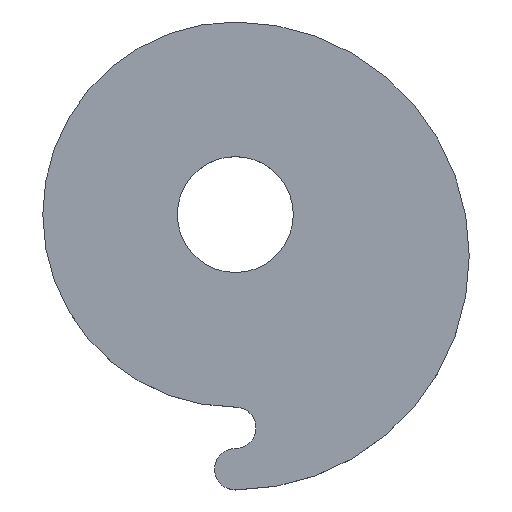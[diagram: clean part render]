
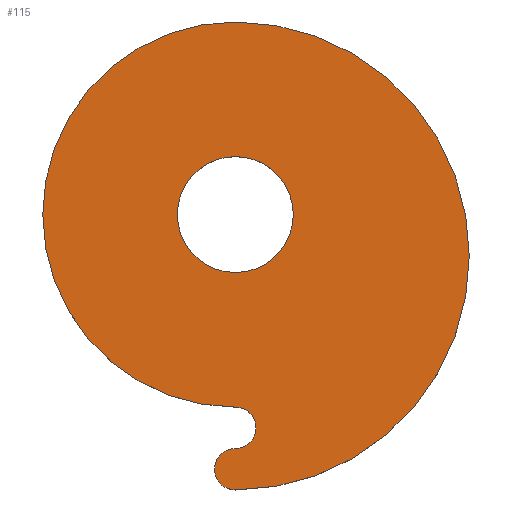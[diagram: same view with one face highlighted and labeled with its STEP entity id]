
A CAD part, top view. The second image highlights one B-rep face of the part: STEP entity #115.
In plain terms, the highlighted planar face has unit normal (0, 0, 1).
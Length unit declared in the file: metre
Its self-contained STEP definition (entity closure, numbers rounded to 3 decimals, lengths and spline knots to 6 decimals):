
#13=PLANE('',#145);
#45=ORIENTED_EDGE('',*,*,#50,.T.);
#46=ORIENTED_EDGE('',*,*,#60,.F.);
#47=ORIENTED_EDGE('',*,*,#57,.F.);
#48=ORIENTED_EDGE('',*,*,#54,.T.);
#49=ORIENTED_EDGE('',*,*,#63,.T.);
#50=EDGE_CURVE('',#64,#65,#74,.T.);
#54=EDGE_CURVE('',#68,#64,#76,.T.);
#57=EDGE_CURVE('',#68,#70,#78,.T.);
#60=EDGE_CURVE('',#70,#65,#80,.T.);
#63=EDGE_CURVE('',#73,#73,#83,.T.);
#64=VERTEX_POINT('',#189);
#65=VERTEX_POINT('',#190);
#68=VERTEX_POINT('',#198);
#70=VERTEX_POINT('',#204);
#73=VERTEX_POINT('',#215);
#74=CIRCLE('',#130,0.00465);
#76=CIRCLE('',#133,0.00565);
#78=CIRCLE('',#136,0.0005);
#80=CIRCLE('',#139,0.0005);
#83=CIRCLE('',#143,0.0014);
#92=EDGE_LOOP('',(#45,#46,#47,#48));
#93=EDGE_LOOP('',(#49));
#102=FACE_BOUND('',#92,.T.);
#103=FACE_BOUND('',#93,.T.);
#115=ADVANCED_FACE('',(#102,#103),#13,.F.);
#130=AXIS2_PLACEMENT_3D('',#188,#150,#151);
#133=AXIS2_PLACEMENT_3D('',#197,#158,#159);
#136=AXIS2_PLACEMENT_3D('',#203,#165,#166);
#139=AXIS2_PLACEMENT_3D('',#209,#172,#173);
#143=AXIS2_PLACEMENT_3D('',#214,#180,#181);
#145=AXIS2_PLACEMENT_3D('',#217,#184,#185);
#150=DIRECTION('',(0.,0.,1.));
#151=DIRECTION('',(1.,0.,0.));
#158=DIRECTION('',(0.,0.,1.));
#159=DIRECTION('',(-1.,0.,0.));
#165=DIRECTION('',(0.,0.,-1.));
#166=DIRECTION('',(-1.,0.,0.));
#172=DIRECTION('',(0.,0.,1.));
#173=DIRECTION('',(-1.,0.,0.));
#180=DIRECTION('',(0.,0.,-1.));
#181=DIRECTION('',(-1.,0.,0.));
#184=DIRECTION('',(0.,0.,-1.));
#185=DIRECTION('',(1.,0.,0.));
#188=CARTESIAN_POINT('',(0.,0.022228,-0.0005));
#189=CARTESIAN_POINT('',(0.,0.026878,-0.0005));
#190=CARTESIAN_POINT('',(0.,0.017578,-0.0005));
#197=CARTESIAN_POINT('',(0.,0.021228,-0.0005));
#198=CARTESIAN_POINT('',(0.,0.015578,-0.0005));
#203=CARTESIAN_POINT('',(0.,0.016078,-0.0005));
#204=CARTESIAN_POINT('',(0.,0.016578,-0.0005));
#209=CARTESIAN_POINT('',(0.,0.017078,-0.0005));
#214=CARTESIAN_POINT('',(0.,0.022228,-0.0005));
#215=CARTESIAN_POINT('',(-0.0014,0.022228,-0.0005));
#217=CARTESIAN_POINT('',(0.0005,0.021228,-0.0005));
